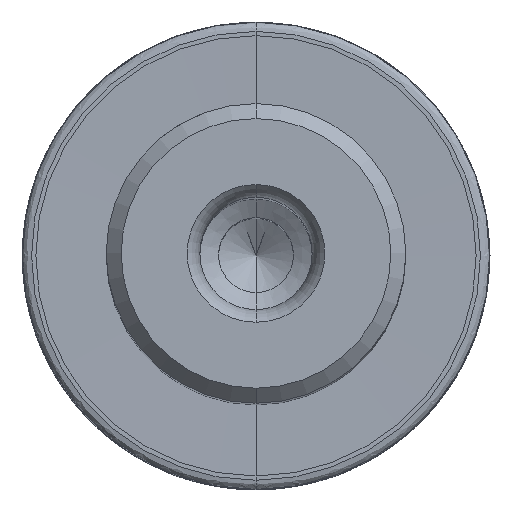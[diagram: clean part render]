
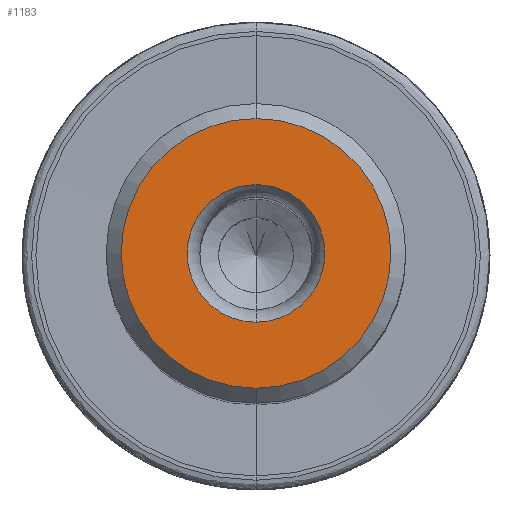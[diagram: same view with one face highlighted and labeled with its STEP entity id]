
A CAD part, top view. The second image highlights one B-rep face of the part: STEP entity #1183.
In plain terms, the highlighted face is planar.
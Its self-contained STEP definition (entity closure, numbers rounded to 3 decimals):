
#481=CARTESIAN_POINT('',(0.,0.,0.));
#482=DIRECTION('',(0.,0.,-1.));
#483=DIRECTION('',(0.,1.,0.));
#484=AXIS2_PLACEMENT_3D('',#481,#482,#483);
#503=CARTESIAN_POINT('',(0.,0.,0.));
#504=DIRECTION('',(0.,0.,1.));
#505=DIRECTION('',(0.,1.,0.));
#506=AXIS2_PLACEMENT_3D('',#503,#504,#505);
#511=CARTESIAN_POINT('',(0.,0.,0.));
#512=DIRECTION('',(0.,0.,1.));
#513=DIRECTION('',(0.,1.,0.));
#514=AXIS2_PLACEMENT_3D('',#511,#512,#513);
#519=CARTESIAN_POINT('',(0.,0.,0.));
#520=DIRECTION('',(0.,0.,1.));
#521=DIRECTION('',(0.,-1.,0.));
#522=AXIS2_PLACEMENT_3D('',#519,#520,#521);
#719=CARTESIAN_POINT('',(0.,3.677,0.));
#720=VERTEX_POINT('',#719);
#721=CARTESIAN_POINT('',(0.,-3.677,0.));
#722=VERTEX_POINT('',#721);
#723=CARTESIAN_POINT('',(0.,7.2,0.));
#725=VERTEX_POINT('',#723);
#731=CARTESIAN_POINT('',(0.,-7.2,0.));
#733=VERTEX_POINT('',#731);
#1168=CARTESIAN_POINT('',(0.,0.,0.));
#1169=DIRECTION('',(0.,0.,-1.));
#1170=DIRECTION('',(0.,-1.,0.));
#1171=AXIS2_PLACEMENT_3D('',#1168,#1169,#1170);
#1172=PLANE('',#1171);
#1173=ORIENTED_EDGE('',*,*,#1147,.F.);
#1174=ORIENTED_EDGE('',*,*,#1163,.T.);
#1175=EDGE_LOOP('',(#1173,#1174));
#1176=FACE_OUTER_BOUND('',#1175,.F.);
#1178=ORIENTED_EDGE('',*,*,#1177,.F.);
#1180=ORIENTED_EDGE('',*,*,#1179,.F.);
#1181=EDGE_LOOP('',(#1178,#1180));
#1182=FACE_BOUND('',#1181,.F.);
#1183=ADVANCED_FACE('',(#1176,#1182),#1172,.T.);
#485=CIRCLE('',#484,7.2);
#507=CIRCLE('',#506,7.2);
#515=CIRCLE('',#514,3.677);
#523=CIRCLE('',#522,3.677);
#1147=EDGE_CURVE('',#725,#733,#485,.T.);
#1163=EDGE_CURVE('',#725,#733,#507,.T.);
#1177=EDGE_CURVE('',#720,#722,#515,.T.);
#1179=EDGE_CURVE('',#722,#720,#523,.T.);
